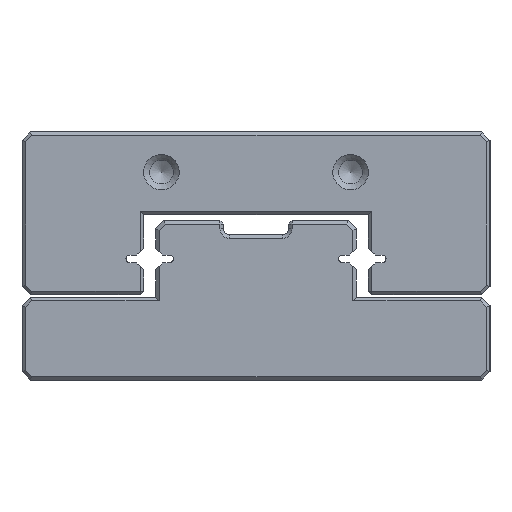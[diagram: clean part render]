
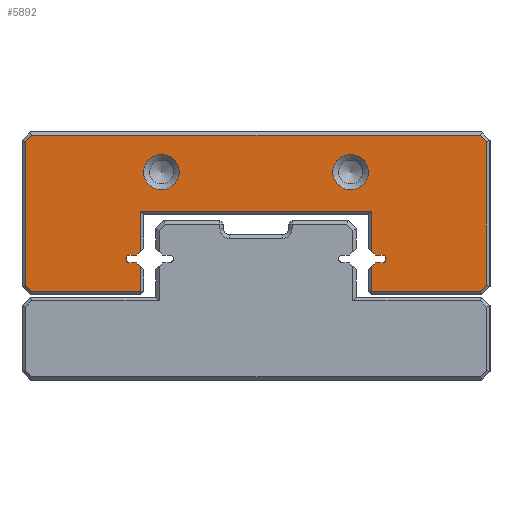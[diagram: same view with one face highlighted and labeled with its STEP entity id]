
A CAD part, left-side view. The second image highlights one B-rep face of the part: STEP entity #5892.
In plain terms, the highlighted planar face has unit normal (-1, 0, 0).
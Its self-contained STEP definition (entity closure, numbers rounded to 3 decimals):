
#5039=FACE_BOUND('',#8981,.T.);
#5040=FACE_BOUND('',#8982,.T.);
#5041=FACE_BOUND('',#8983,.T.);
#5485=CIRCLE('',#24357,0.333);
#5500=CIRCLE('',#24380,0.333);
#5504=CIRCLE('',#24390,1.5);
#5505=CIRCLE('',#24391,1.5);
#5892=ADVANCED_FACE('',(#5039,#5040,#5041),#6978,.T.);
#6978=PLANE('',#24392);
#8981=EDGE_LOOP('',(#11660,#11661,#11662,#11663,#11664,#11665,#11666,#11667,
#11668,#11669,#11670,#11671,#11672,#11673,#11674,#11675,#11676,#11677,#11678,
#11679,#11680,#11681,#11682,#11683));
#8982=EDGE_LOOP('',(#11684));
#8983=EDGE_LOOP('',(#11685));
#11660=ORIENTED_EDGE('',*,*,#18256,.F.);
#11661=ORIENTED_EDGE('',*,*,#18295,.T.);
#11662=ORIENTED_EDGE('',*,*,#18296,.T.);
#11663=ORIENTED_EDGE('',*,*,#18297,.T.);
#11664=ORIENTED_EDGE('',*,*,#18229,.F.);
#11665=ORIENTED_EDGE('',*,*,#18223,.F.);
#11666=ORIENTED_EDGE('',*,*,#18220,.F.);
#11667=ORIENTED_EDGE('',*,*,#18217,.F.);
#11668=ORIENTED_EDGE('',*,*,#18215,.F.);
#11669=ORIENTED_EDGE('',*,*,#18298,.T.);
#11670=ORIENTED_EDGE('',*,*,#18299,.T.);
#11671=ORIENTED_EDGE('',*,*,#18300,.T.);
#11672=ORIENTED_EDGE('',*,*,#18301,.T.);
#11673=ORIENTED_EDGE('',*,*,#18302,.T.);
#11674=ORIENTED_EDGE('',*,*,#18303,.T.);
#11675=ORIENTED_EDGE('',*,*,#18304,.T.);
#11676=ORIENTED_EDGE('',*,*,#18305,.T.);
#11677=ORIENTED_EDGE('',*,*,#18306,.T.);
#11678=ORIENTED_EDGE('',*,*,#18307,.T.);
#11679=ORIENTED_EDGE('',*,*,#18308,.T.);
#11680=ORIENTED_EDGE('',*,*,#18270,.F.);
#11681=ORIENTED_EDGE('',*,*,#18264,.F.);
#11682=ORIENTED_EDGE('',*,*,#18261,.F.);
#11683=ORIENTED_EDGE('',*,*,#18258,.F.);
#11684=ORIENTED_EDGE('',*,*,#18309,.T.);
#11685=ORIENTED_EDGE('',*,*,#18310,.T.);
#16217=VERTEX_POINT('',#32393);
#16218=VERTEX_POINT('',#32395);
#16219=VERTEX_POINT('',#32399);
#16221=VERTEX_POINT('',#32405);
#16223=VERTEX_POINT('',#32411);
#16228=VERTEX_POINT('',#32423);
#16250=VERTEX_POINT('',#32475);
#16251=VERTEX_POINT('',#32477);
#16252=VERTEX_POINT('',#32481);
#16254=VERTEX_POINT('',#32487);
#16256=VERTEX_POINT('',#32493);
#16261=VERTEX_POINT('',#32505);
#16282=VERTEX_POINT('',#32555);
#16283=VERTEX_POINT('',#32557);
#16284=VERTEX_POINT('',#32560);
#16285=VERTEX_POINT('',#32562);
#16286=VERTEX_POINT('',#32564);
#16287=VERTEX_POINT('',#32566);
#16288=VERTEX_POINT('',#32568);
#16289=VERTEX_POINT('',#32570);
#16290=VERTEX_POINT('',#32572);
#16291=VERTEX_POINT('',#32574);
#16292=VERTEX_POINT('',#32576);
#16293=VERTEX_POINT('',#32578);
#16294=VERTEX_POINT('',#32581);
#16295=VERTEX_POINT('',#32583);
#18215=EDGE_CURVE('',#16217,#16218,#20583,.T.);
#18217=EDGE_CURVE('',#16218,#16219,#20585,.T.);
#18220=EDGE_CURVE('',#16219,#16221,#5485,.T.);
#18223=EDGE_CURVE('',#16221,#16223,#20589,.T.);
#18229=EDGE_CURVE('',#16223,#16228,#20595,.T.);
#18256=EDGE_CURVE('',#16250,#16251,#20609,.T.);
#18258=EDGE_CURVE('',#16251,#16252,#20611,.T.);
#18261=EDGE_CURVE('',#16252,#16254,#5500,.T.);
#18264=EDGE_CURVE('',#16254,#16256,#20615,.T.);
#18270=EDGE_CURVE('',#16256,#16261,#20621,.T.);
#18295=EDGE_CURVE('',#16250,#16282,#20644,.T.);
#18296=EDGE_CURVE('',#16282,#16283,#20645,.T.);
#18297=EDGE_CURVE('',#16283,#16228,#20646,.T.);
#18298=EDGE_CURVE('',#16217,#16284,#20647,.T.);
#18299=EDGE_CURVE('',#16284,#16285,#20648,.T.);
#18300=EDGE_CURVE('',#16285,#16286,#20649,.T.);
#18301=EDGE_CURVE('',#16286,#16287,#20650,.T.);
#18302=EDGE_CURVE('',#16287,#16288,#20651,.T.);
#18303=EDGE_CURVE('',#16288,#16289,#20652,.T.);
#18304=EDGE_CURVE('',#16289,#16290,#20653,.T.);
#18305=EDGE_CURVE('',#16290,#16291,#20654,.T.);
#18306=EDGE_CURVE('',#16291,#16292,#20655,.T.);
#18307=EDGE_CURVE('',#16292,#16293,#20656,.T.);
#18308=EDGE_CURVE('',#16293,#16261,#20657,.T.);
#18309=EDGE_CURVE('',#16294,#16294,#5504,.T.);
#18310=EDGE_CURVE('',#16295,#16295,#5505,.T.);
#20583=LINE('',#32394,#22623);
#20585=LINE('',#32398,#22625);
#20589=LINE('',#32410,#22629);
#20595=LINE('',#32422,#22635);
#20609=LINE('',#32476,#22649);
#20611=LINE('',#32480,#22651);
#20615=LINE('',#32492,#22655);
#20621=LINE('',#32504,#22661);
#20644=LINE('',#32554,#22684);
#20645=LINE('',#32556,#22685);
#20646=LINE('',#32558,#22686);
#20647=LINE('',#32559,#22687);
#20648=LINE('',#32561,#22688);
#20649=LINE('',#32563,#22689);
#20650=LINE('',#32565,#22690);
#20651=LINE('',#32567,#22691);
#20652=LINE('',#32569,#22692);
#20653=LINE('',#32571,#22693);
#20654=LINE('',#32573,#22694);
#20655=LINE('',#32575,#22695);
#20656=LINE('',#32577,#22696);
#20657=LINE('',#32579,#22697);
#22623=VECTOR('',#26753,1.);
#22625=VECTOR('',#26757,1.);
#22629=VECTOR('',#26769,1.);
#22635=VECTOR('',#26777,1.);
#22649=VECTOR('',#26825,1.);
#22651=VECTOR('',#26829,1.);
#22655=VECTOR('',#26841,1.);
#22661=VECTOR('',#26849,1.);
#22684=VECTOR('',#26884,1.);
#22685=VECTOR('',#26885,1.);
#22686=VECTOR('',#26886,1.);
#22687=VECTOR('',#26887,1.);
#22688=VECTOR('',#26888,1.);
#22689=VECTOR('',#26889,1.);
#22690=VECTOR('',#26890,1.);
#22691=VECTOR('',#26891,1.);
#22692=VECTOR('',#26892,1.);
#22693=VECTOR('',#26893,1.);
#22694=VECTOR('',#26894,1.);
#22695=VECTOR('',#26895,1.);
#22696=VECTOR('',#26896,1.);
#22697=VECTOR('',#26897,1.);
#24357=AXIS2_PLACEMENT_3D('',#32404,#26762,#26763);
#24380=AXIS2_PLACEMENT_3D('',#32486,#26834,#26835);
#24390=AXIS2_PLACEMENT_3D('',#32580,#26898,#26899);
#24391=AXIS2_PLACEMENT_3D('',#32582,#26900,#26901);
#24392=AXIS2_PLACEMENT_3D('',#32584,#26902,#26903);
#26753=DIRECTION('',(0.,-0.707,0.707));
#26757=DIRECTION('',(0.,-1.,0.));
#26762=DIRECTION('',(-1.,0.,0.));
#26763=DIRECTION('',(0.,0.,-1.));
#26769=DIRECTION('',(0.,1.,0.));
#26777=DIRECTION('',(0.,0.707,0.707));
#26825=DIRECTION('',(0.,0.707,-0.707));
#26829=DIRECTION('',(0.,1.,0.));
#26834=DIRECTION('',(-1.,0.,0.));
#26835=DIRECTION('',(0.,0.,1.));
#26841=DIRECTION('',(0.,-1.,0.));
#26849=DIRECTION('',(0.,-0.707,-0.707));
#26884=DIRECTION('',(0.,0.,1.));
#26885=DIRECTION('',(0.,-1.,0.));
#26886=DIRECTION('',(0.,0.,-1.));
#26887=DIRECTION('',(0.,0.,-1.));
#26888=DIRECTION('',(0.,-1.,0.));
#26889=DIRECTION('',(0.,-0.707,0.707));
#26890=DIRECTION('',(0.,0.,1.));
#26891=DIRECTION('',(0.,0.707,0.707));
#26892=DIRECTION('',(0.,1.,0.));
#26893=DIRECTION('',(0.,0.707,-0.707));
#26894=DIRECTION('',(0.,0.,-1.));
#26895=DIRECTION('',(0.,-0.707,-0.707));
#26896=DIRECTION('',(0.,-1.,0.));
#26897=DIRECTION('',(0.,0.,1.));
#26898=DIRECTION('',(1.,0.,0.));
#26899=DIRECTION('',(0.,0.,-1.));
#26900=DIRECTION('',(1.,0.,0.));
#26901=DIRECTION('',(0.,0.,-1.));
#26902=DIRECTION('',(-1.,0.,0.));
#26903=DIRECTION('',(0.,0.,-1.));
#32393=CARTESIAN_POINT('',(80.,10.,9.636));
#32394=CARTESIAN_POINT('',(80.,10.3,9.336));
#32395=CARTESIAN_POINT('',(80.,9.719,9.917));
#32398=CARTESIAN_POINT('',(80.,9.719,9.917));
#32399=CARTESIAN_POINT('',(80.,9.133,9.917));
#32404=CARTESIAN_POINT('',(80.,9.133,10.25));
#32405=CARTESIAN_POINT('',(80.,9.133,10.583));
#32410=CARTESIAN_POINT('',(80.,9.133,10.583));
#32411=CARTESIAN_POINT('',(80.,9.719,10.583));
#32422=CARTESIAN_POINT('',(80.,9.719,10.583));
#32423=CARTESIAN_POINT('',(80.,10.,10.864));
#32475=CARTESIAN_POINT('',(80.,29.6,10.864));
#32476=CARTESIAN_POINT('',(80.,29.3,11.164));
#32477=CARTESIAN_POINT('',(80.,29.881,10.583));
#32480=CARTESIAN_POINT('',(80.,29.881,10.583));
#32481=CARTESIAN_POINT('',(80.,30.467,10.583));
#32486=CARTESIAN_POINT('',(80.,30.467,10.25));
#32487=CARTESIAN_POINT('',(80.,30.467,9.917));
#32492=CARTESIAN_POINT('',(80.,30.467,9.917));
#32493=CARTESIAN_POINT('',(80.,29.881,9.917));
#32504=CARTESIAN_POINT('',(80.,29.881,9.917));
#32505=CARTESIAN_POINT('',(80.,29.6,9.636));
#32554=CARTESIAN_POINT('',(80.,29.6,14.));
#32555=CARTESIAN_POINT('',(80.,29.6,14.3));
#32556=CARTESIAN_POINT('',(80.,10.3,14.3));
#32557=CARTESIAN_POINT('',(80.,10.,14.3));
#32558=CARTESIAN_POINT('',(80.,10.,11.164));
#32559=CARTESIAN_POINT('',(80.,10.,7.2));
#32560=CARTESIAN_POINT('',(80.,10.,7.5));
#32561=CARTESIAN_POINT('',(80.,0.7,7.5));
#32562=CARTESIAN_POINT('',(80.,0.824,7.5));
#32563=CARTESIAN_POINT('',(80.,3.604,4.72));
#32564=CARTESIAN_POINT('',(80.,0.3,8.024));
#32565=CARTESIAN_POINT('',(80.,0.3,20.3));
#32566=CARTESIAN_POINT('',(80.,0.3,20.176));
#32567=CARTESIAN_POINT('',(80.,-0.246,19.63));
#32568=CARTESIAN_POINT('',(80.,0.824,20.7));
#32569=CARTESIAN_POINT('',(80.,38.9,20.7));
#32570=CARTESIAN_POINT('',(80.,38.776,20.7));
#32571=CARTESIAN_POINT('',(80.,29.18,30.296));
#32572=CARTESIAN_POINT('',(80.,39.3,20.176));
#32573=CARTESIAN_POINT('',(80.,39.3,7.9));
#32574=CARTESIAN_POINT('',(80.,39.3,8.024));
#32575=CARTESIAN_POINT('',(80.,25.33,-5.946));
#32576=CARTESIAN_POINT('',(80.,38.776,7.5));
#32577=CARTESIAN_POINT('',(80.,29.3,7.5));
#32578=CARTESIAN_POINT('',(80.,29.6,7.5));
#32579=CARTESIAN_POINT('',(80.,29.6,9.336));
#32580=CARTESIAN_POINT('',(80.,11.8,17.6));
#32581=CARTESIAN_POINT('',(80.,11.8,16.1));
#32582=CARTESIAN_POINT('',(80.,27.8,17.6));
#32583=CARTESIAN_POINT('',(80.,27.8,16.1));
#32584=CARTESIAN_POINT('',(80.,9.133,10.25));
